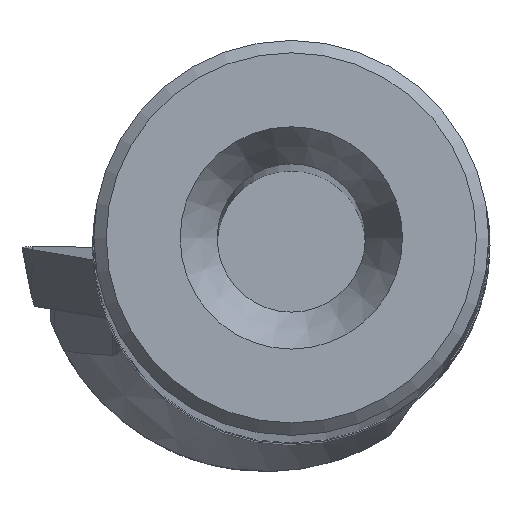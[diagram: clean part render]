
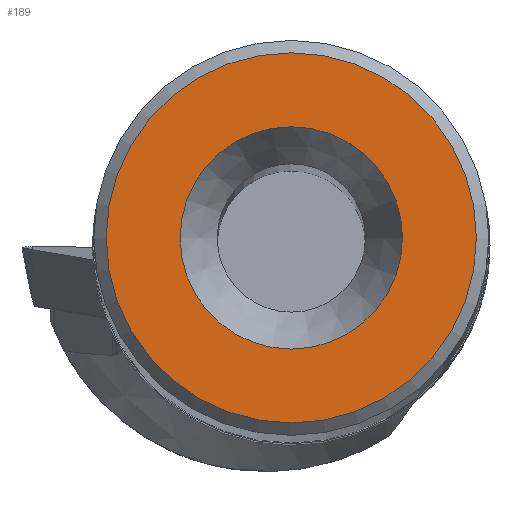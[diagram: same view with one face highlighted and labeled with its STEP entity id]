
A CAD part, top view. The second image highlights one B-rep face of the part: STEP entity #189.
In plain terms, the highlighted planar face has unit normal (0, 0, 1).
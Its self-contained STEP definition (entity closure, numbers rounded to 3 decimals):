
#189=ADVANCED_FACE('',(#369,#370),#225,.T.);
#225=PLANE('',#992);
#369=FACE_BOUND('',#415,.T.);
#370=FACE_BOUND('',#416,.T.);
#415=EDGE_LOOP('',(#557));
#416=EDGE_LOOP('',(#558));
#557=ORIENTED_EDGE('',*,*,#812,.F.);
#558=ORIENTED_EDGE('',*,*,#813,.T.);
#721=VERTEX_POINT('',#1608);
#722=VERTEX_POINT('',#1610);
#812=EDGE_CURVE('',#721,#721,#861,.T.);
#813=EDGE_CURVE('',#722,#722,#862,.T.);
#861=CIRCLE('',#990,4.5);
#862=CIRCLE('',#991,7.493);
#990=AXIS2_PLACEMENT_3D('',#1607,#1175,#1176);
#991=AXIS2_PLACEMENT_3D('',#1609,#1177,#1178);
#992=AXIS2_PLACEMENT_3D('',#1611,#1179,#1180);
#1175=DIRECTION('',(0.,0.,1.));
#1176=DIRECTION('',(1.,0.,0.));
#1177=DIRECTION('',(0.,0.,1.));
#1178=DIRECTION('',(1.,0.,0.));
#1179=DIRECTION('',(0.,0.,1.));
#1180=DIRECTION('',(1.,0.,0.));
#1607=CARTESIAN_POINT('',(0.,0.,0.));
#1608=CARTESIAN_POINT('',(4.5,0.,0.));
#1609=CARTESIAN_POINT('',(0.,0.,0.));
#1610=CARTESIAN_POINT('',(7.493,0.,0.));
#1611=CARTESIAN_POINT('',(0.,0.,0.));
